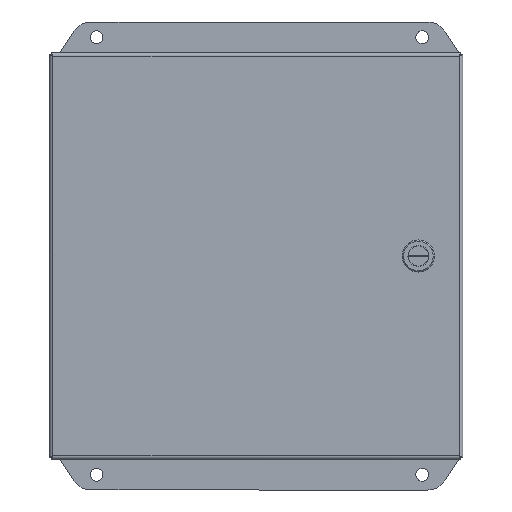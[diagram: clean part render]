
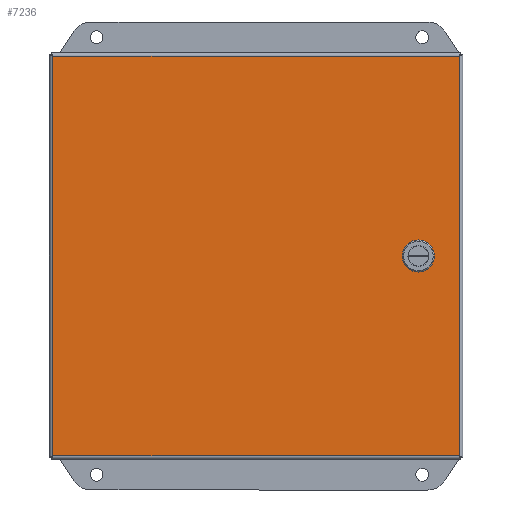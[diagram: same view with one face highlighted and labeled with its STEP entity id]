
A CAD part, front view. The second image highlights one B-rep face of the part: STEP entity #7236.
In plain terms, the highlighted planar face has unit normal (0, -1, 0).
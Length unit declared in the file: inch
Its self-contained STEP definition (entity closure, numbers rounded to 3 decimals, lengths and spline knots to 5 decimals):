
#26 = CARTESIAN_POINT ( 'NONE',  ( 4.23778, -6.61133, -0.07559 ) ) ;
#165 = EDGE_CURVE ( 'NONE', #9693, #16150, #505, .T. ) ;
#219 = LINE ( 'NONE', #12685, #2552 ) ;
#305 = VERTEX_POINT ( 'NONE', #7649 ) ;
#505 = LINE ( 'NONE', #13074, #7258 ) ;
#586 = VERTEX_POINT ( 'NONE', #14046 ) ;
#678 = ORIENTED_EDGE ( 'NONE', *, *, #165, .T. ) ;
#854 = CARTESIAN_POINT ( 'NONE',  ( -5.07322, -6.61133, 4.914 ) ) ;
#922 = VECTOR ( 'NONE', #9774, 39.37008 ) ;
#1389 = ORIENTED_EDGE ( 'NONE', *, *, #14259, .T. ) ;
#1704 = VECTOR ( 'NONE', #12238, 39.37008 ) ;
#1830 = EDGE_CURVE ( 'NONE', #7626, #18448, #9480, .T. ) ;
#2552 = VECTOR ( 'NONE', #17781, 39.37008 ) ;
#3142 = EDGE_LOOP ( 'NONE', ( #11040, #11295, #5167, #4087, #17463, #5769, #5342, #3578 ) ) ;
#3578 = ORIENTED_EDGE ( 'NONE', *, *, #14917, .F. ) ;
#3779 = DIRECTION ( 'NONE',  ( -1., 0., 0. ) ) ;
#3879 = VECTOR ( 'NONE', #5963, 39.37008 ) ;
#4011 = EDGE_CURVE ( 'NONE', #586, #11391, #17651, .T. ) ;
#4087 = ORIENTED_EDGE ( 'NONE', *, *, #19799, .F. ) ;
#4329 = LINE ( 'NONE', #13820, #3879 ) ;
#4627 = VERTEX_POINT ( 'NONE', #16707 ) ;
#4689 = CARTESIAN_POINT ( 'NONE',  ( 4.23778, -6.61133, 0.07559 ) ) ;
#4973 = EDGE_LOOP ( 'NONE', ( #18504, #678, #1389, #12204 ) ) ;
#5024 = EDGE_CURVE ( 'NONE', #11391, #9693, #4329, .T. ) ;
#5167 = ORIENTED_EDGE ( 'NONE', *, *, #11252, .F. ) ;
#5280 = DIRECTION ( 'NONE',  ( 0., -1., 0. ) ) ;
#5342 = ORIENTED_EDGE ( 'NONE', *, *, #11331, .F. ) ;
#5769 = ORIENTED_EDGE ( 'NONE', *, *, #17856, .F. ) ;
#5963 = DIRECTION ( 'NONE',  ( 0., 0., 1. ) ) ;
#6313 = DIRECTION ( 'NONE',  ( 0.707, 0., -0.707 ) ) ;
#6727 = LINE ( 'NONE', #8278, #15357 ) ;
#6788 = VERTEX_POINT ( 'NONE', #26 ) ;
#7096 = DIRECTION ( 'NONE',  ( -0.707, 0., -0.707 ) ) ;
#7236 = ADVANCED_FACE ( 'NONE', ( #12732, #9483 ), #17634, .T. ) ;
#7258 = VECTOR ( 'NONE', #3779, 39.37008 ) ;
#7626 = VERTEX_POINT ( 'NONE', #11186 ) ;
#7649 = CARTESIAN_POINT ( 'NONE',  ( 3.98237, -6.61133, 0.331 ) ) ;
#8235 = VECTOR ( 'NONE', #15200, 39.37008 ) ;
#8278 = CARTESIAN_POINT ( 'NONE',  ( 3.98237, -6.61133, -0.331 ) ) ;
#8877 = CARTESIAN_POINT ( 'NONE',  ( 3.57578, -6.61133, -0.07559 ) ) ;
#8974 = CARTESIAN_POINT ( 'NONE',  ( 4.23778, -6.61133, 0.07559 ) ) ;
#9403 = CARTESIAN_POINT ( 'NONE',  ( 4.91278, -6.61133, 4.914 ) ) ;
#9480 = LINE ( 'NONE', #17039, #15563 ) ;
#9483 = FACE_OUTER_BOUND ( 'NONE', #4973, .T. ) ;
#9684 = DIRECTION ( 'NONE',  ( 1., 0., 0. ) ) ;
#9693 = VERTEX_POINT ( 'NONE', #9403 ) ;
#9758 = EDGE_CURVE ( 'NONE', #18448, #11849, #6727, .T. ) ;
#9774 = DIRECTION ( 'NONE',  ( -1., 0., 0. ) ) ;
#10366 = LINE ( 'NONE', #12107, #15996 ) ;
#10437 = CARTESIAN_POINT ( 'NONE',  ( 3.98237, -6.61133, 0.331 ) ) ;
#11040 = ORIENTED_EDGE ( 'NONE', *, *, #9758, .F. ) ;
#11090 = AXIS2_PLACEMENT_3D ( 'NONE', #11207, #5280, #19154 ) ;
#11186 = CARTESIAN_POINT ( 'NONE',  ( 3.57578, -6.61133, -0.07559 ) ) ;
#11207 = CARTESIAN_POINT ( 'NONE',  ( -5.07322, -6.61133, -4.914 ) ) ;
#11252 = EDGE_CURVE ( 'NONE', #16617, #7626, #19906, .T. ) ;
#11295 = ORIENTED_EDGE ( 'NONE', *, *, #1830, .F. ) ;
#11331 = EDGE_CURVE ( 'NONE', #6788, #12441, #16740, .T. ) ;
#11391 = VERTEX_POINT ( 'NONE', #20105 ) ;
#11653 = LINE ( 'NONE', #10437, #19303 ) ;
#11849 = VERTEX_POINT ( 'NONE', #15655 ) ;
#12107 = CARTESIAN_POINT ( 'NONE',  ( 3.57578, -6.61133, 0.07559 ) ) ;
#12204 = ORIENTED_EDGE ( 'NONE', *, *, #4011, .T. ) ;
#12238 = DIRECTION ( 'NONE',  ( 0., 0., -1. ) ) ;
#12341 = CARTESIAN_POINT ( 'NONE',  ( 4.23778, -6.61133, -0.07559 ) ) ;
#12374 = CARTESIAN_POINT ( 'NONE',  ( -5.07322, -6.61133, -4.914 ) ) ;
#12441 = VERTEX_POINT ( 'NONE', #4689 ) ;
#12628 = EDGE_CURVE ( 'NONE', #305, #4627, #13323, .T. ) ;
#12685 = CARTESIAN_POINT ( 'NONE',  ( -5.07322, -6.61133, -4.914 ) ) ;
#12732 = FACE_BOUND ( 'NONE', #3142, .T. ) ;
#12930 = CARTESIAN_POINT ( 'NONE',  ( 3.83119, -6.61133, -0.331 ) ) ;
#12952 = DIRECTION ( 'NONE',  ( 1., 0., 0. ) ) ;
#13074 = CARTESIAN_POINT ( 'NONE',  ( -5.07322, -6.61133, 4.914 ) ) ;
#13201 = CARTESIAN_POINT ( 'NONE',  ( 3.57578, -6.61133, 0.07559 ) ) ;
#13323 = LINE ( 'NONE', #19272, #922 ) ;
#13820 = CARTESIAN_POINT ( 'NONE',  ( 4.91278, -6.61133, -4.914 ) ) ;
#14046 = CARTESIAN_POINT ( 'NONE',  ( -5.07322, -6.61133, -4.914 ) ) ;
#14259 = EDGE_CURVE ( 'NONE', #16150, #586, #219, .T. ) ;
#14917 = EDGE_CURVE ( 'NONE', #11849, #6788, #15898, .T. ) ;
#14971 = VECTOR ( 'NONE', #18579, 39.37008 ) ;
#15200 = DIRECTION ( 'NONE',  ( 0., 0., 1. ) ) ;
#15357 = VECTOR ( 'NONE', #12952, 39.37008 ) ;
#15563 = VECTOR ( 'NONE', #6313, 39.37008 ) ;
#15655 = CARTESIAN_POINT ( 'NONE',  ( 3.98237, -6.61133, -0.331 ) ) ;
#15898 = LINE ( 'NONE', #12341, #14971 ) ;
#15996 = VECTOR ( 'NONE', #7096, 39.37008 ) ;
#16150 = VERTEX_POINT ( 'NONE', #854 ) ;
#16617 = VERTEX_POINT ( 'NONE', #13201 ) ;
#16707 = CARTESIAN_POINT ( 'NONE',  ( 3.83119, -6.61133, 0.331 ) ) ;
#16740 = LINE ( 'NONE', #8974, #8235 ) ;
#17039 = CARTESIAN_POINT ( 'NONE',  ( 3.83119, -6.61133, -0.331 ) ) ;
#17463 = ORIENTED_EDGE ( 'NONE', *, *, #12628, .F. ) ;
#17634 = PLANE ( 'NONE',  #11090 ) ;
#17651 = LINE ( 'NONE', #12374, #19845 ) ;
#17781 = DIRECTION ( 'NONE',  ( 0., 0., -1. ) ) ;
#17856 = EDGE_CURVE ( 'NONE', #12441, #305, #11653, .T. ) ;
#18095 = DIRECTION ( 'NONE',  ( -0.707, 0., 0.707 ) ) ;
#18448 = VERTEX_POINT ( 'NONE', #12930 ) ;
#18504 = ORIENTED_EDGE ( 'NONE', *, *, #5024, .T. ) ;
#18579 = DIRECTION ( 'NONE',  ( 0.707, 0., 0.707 ) ) ;
#19154 = DIRECTION ( 'NONE',  ( 0., 0., -1. ) ) ;
#19272 = CARTESIAN_POINT ( 'NONE',  ( 3.83119, -6.61133, 0.331 ) ) ;
#19303 = VECTOR ( 'NONE', #18095, 39.37008 ) ;
#19799 = EDGE_CURVE ( 'NONE', #4627, #16617, #10366, .T. ) ;
#19845 = VECTOR ( 'NONE', #9684, 39.37008 ) ;
#19906 = LINE ( 'NONE', #8877, #1704 ) ;
#20105 = CARTESIAN_POINT ( 'NONE',  ( 4.91278, -6.61133, -4.914 ) ) ;
